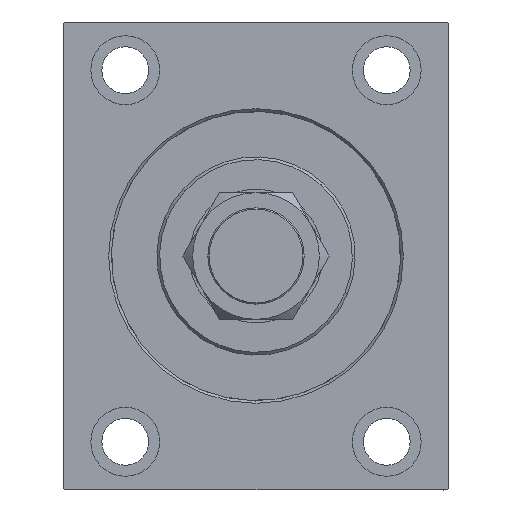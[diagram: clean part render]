
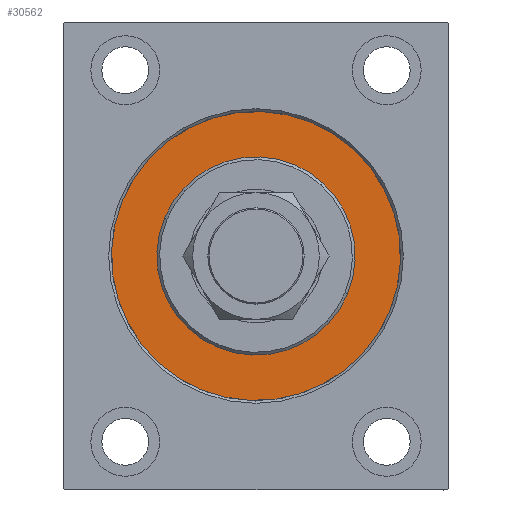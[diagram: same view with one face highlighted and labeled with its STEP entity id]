
A CAD part, left-side view. The second image highlights one B-rep face of the part: STEP entity #30562.
In plain terms, the highlighted face is planar.
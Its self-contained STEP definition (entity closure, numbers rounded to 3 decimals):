
#241 = CARTESIAN_POINT ( 'NONE',  ( 0., 0., 0. ) ) ;
#634 = ORIENTED_EDGE ( 'NONE', *, *, #38283, .F. ) ;
#1842 = CIRCLE ( 'NONE', #7815, 52.5 ) ;
#4759 = AXIS2_PLACEMENT_3D ( 'NONE', #15841, #44376, #30772 ) ;
#6720 = CIRCLE ( 'NONE', #27611, 36. ) ;
#7815 = AXIS2_PLACEMENT_3D ( 'NONE', #13841, #28094, #32539 ) ;
#10640 = CARTESIAN_POINT ( 'NONE',  ( 0., 0., 0. ) ) ;
#11572 = AXIS2_PLACEMENT_3D ( 'NONE', #10640, #24648, #45946 ) ;
#11753 = ORIENTED_EDGE ( 'NONE', *, *, #41859, .F. ) ;
#12566 = FACE_BOUND ( 'NONE', #19739, .T. ) ;
#13024 = PLANE ( 'NONE',  #4759 ) ;
#13841 = CARTESIAN_POINT ( 'NONE',  ( 0., 0., 0. ) ) ;
#14256 = ORIENTED_EDGE ( 'NONE', *, *, #33790, .F. ) ;
#15157 = CARTESIAN_POINT ( 'NONE',  ( 0., 0., 36. ) ) ;
#15841 = CARTESIAN_POINT ( 'NONE',  ( 0., 0., 0. ) ) ;
#17482 = EDGE_CURVE ( 'NONE', #41728, #26679, #6720, .T. ) ;
#17994 = DIRECTION ( 'NONE',  ( 0., 0., -1. ) ) ;
#19574 = FACE_OUTER_BOUND ( 'NONE', #41034, .T. ) ;
#19739 = EDGE_LOOP ( 'NONE', ( #634, #34769 ) ) ;
#19876 = CIRCLE ( 'NONE', #28077, 52.5 ) ;
#21266 = CIRCLE ( 'NONE', #11572, 36. ) ;
#24648 = DIRECTION ( 'NONE',  ( 1., 0., 0. ) ) ;
#26679 = VERTEX_POINT ( 'NONE', #15157 ) ;
#27596 = CARTESIAN_POINT ( 'NONE',  ( 0., 0., 0. ) ) ;
#27611 = AXIS2_PLACEMENT_3D ( 'NONE', #241, #42791, #17994 ) ;
#28077 = AXIS2_PLACEMENT_3D ( 'NONE', #27596, #45615, #31103 ) ;
#28094 = DIRECTION ( 'NONE',  ( -1., 0., 0. ) ) ;
#30562 = ADVANCED_FACE ( 'NONE', ( #12566, #19574 ), #13024, .F. ) ;
#30648 = CARTESIAN_POINT ( 'NONE',  ( 0., 0., 52.5 ) ) ;
#30772 = DIRECTION ( 'NONE',  ( 0., 0., 1. ) ) ;
#31103 = DIRECTION ( 'NONE',  ( 0., 0., 1. ) ) ;
#32539 = DIRECTION ( 'NONE',  ( 0., 0., 1. ) ) ;
#32987 = CARTESIAN_POINT ( 'NONE',  ( 0., 0., -52.5 ) ) ;
#33790 = EDGE_CURVE ( 'NONE', #41902, #43522, #1842, .T. ) ;
#34769 = ORIENTED_EDGE ( 'NONE', *, *, #17482, .F. ) ;
#38283 = EDGE_CURVE ( 'NONE', #26679, #41728, #21266, .T. ) ;
#39350 = CARTESIAN_POINT ( 'NONE',  ( 0., 0., -36. ) ) ;
#41034 = EDGE_LOOP ( 'NONE', ( #11753, #14256 ) ) ;
#41728 = VERTEX_POINT ( 'NONE', #39350 ) ;
#41859 = EDGE_CURVE ( 'NONE', #43522, #41902, #19876, .T. ) ;
#41902 = VERTEX_POINT ( 'NONE', #30648 ) ;
#42791 = DIRECTION ( 'NONE',  ( 1., 0., 0. ) ) ;
#43522 = VERTEX_POINT ( 'NONE', #32987 ) ;
#44376 = DIRECTION ( 'NONE',  ( -1., 0., 0. ) ) ;
#45615 = DIRECTION ( 'NONE',  ( -1., 0., 0. ) ) ;
#45946 = DIRECTION ( 'NONE',  ( 0., 0., -1. ) ) ;
